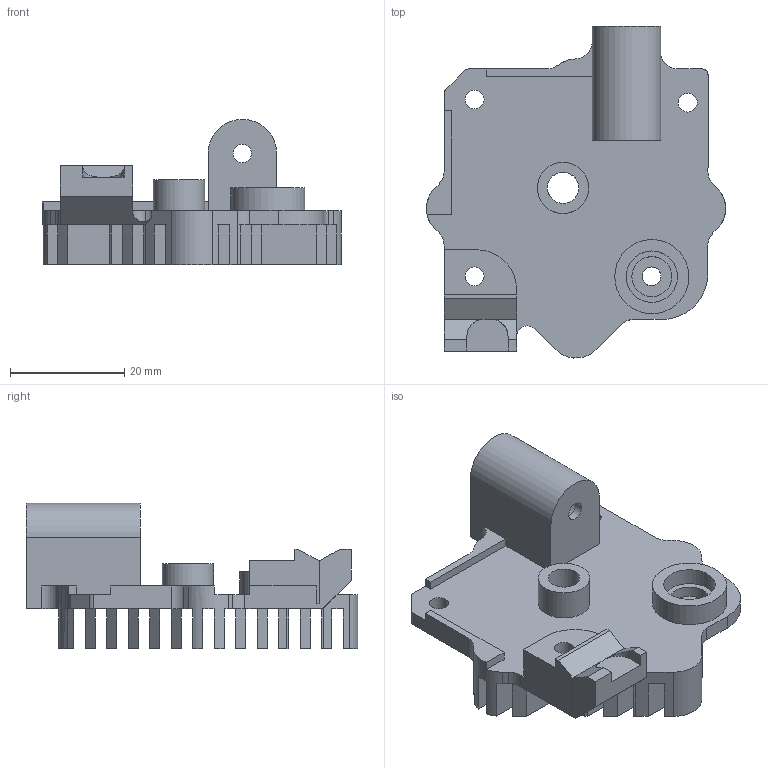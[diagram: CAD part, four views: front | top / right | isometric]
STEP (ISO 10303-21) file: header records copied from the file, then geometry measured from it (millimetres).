
FILE_DESCRIPTION(('FreeCAD Model'),'2;1');
FILE_NAME('titan_heat_sink.step' ,'2017-04-12T13:11:49',('Author'),(''), 'Open CASCADE STEP processor 6.9','FreeCAD','Unknown');
FILE_SCHEMA(('AUTOMOTIVE_DESIGN_CC2 { 1 2 10303 214 -1 1 5 4 }'));
Length unit declared in the file: millimetre
Products named in the file (2): ASSEMBLY; TITAN-SINK-300-RH
Assembly tree (1 placements, depth 2):
  ASSEMBLY
    TITAN-SINK-300-RH
Bounding box: 52.41 x 58.14 x 25.5 mm (x, y, z)
Volume: 15223.2 mm3; surface area: 13397.4 mm2
Topology: 1 solids, 2 shells, 190 faces, 514 edges, 337 vertices
Faces by surface type: plane 135, cylinder 45, cone 6, bspline 4
Full cylindrical faces by diameter (mm): 3.2 x1, 3.3 x4, 5 x1, 5.5 x1, 6 x1, 7 x1, 9 x2, 13 x1
Entity records: 14064 total; most frequent: CARTESIAN_POINT 3890, DIRECTION 1877, LINE 1213, VECTOR 1213, ORIENTED_EDGE 1020, PCURVE 1020, DEFINITIONAL_REPRESENTATION 1020, EDGE_CURVE 510
